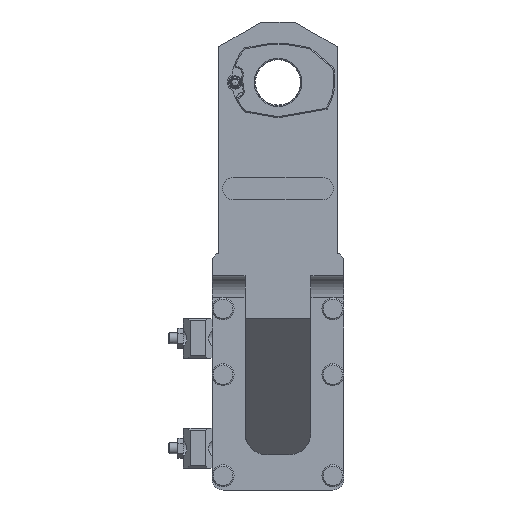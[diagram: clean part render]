
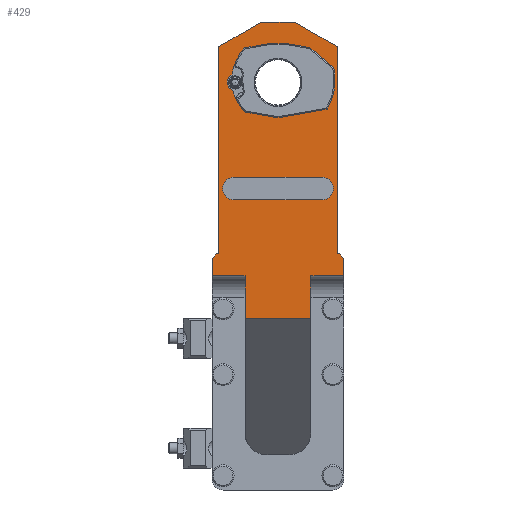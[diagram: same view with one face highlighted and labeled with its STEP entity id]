
A CAD part, left-side view. The second image highlights one B-rep face of the part: STEP entity #429.
In plain terms, the highlighted planar face has unit normal (-1, 0, 0).
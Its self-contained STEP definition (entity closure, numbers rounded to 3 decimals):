
#151=FACE_BOUND('',#922,.T.);
#152=FACE_BOUND('',#923,.T.);
#153=FACE_BOUND('',#924,.T.);
#280=PLANE('',#4236);
#429=ADVANCED_FACE('',(#151,#152,#153),#280,.F.);
#922=EDGE_LOOP('',(#1446,#1447,#1448,#1449,#1450,#1451,#1452,#1453,#1454,
#1455,#1456,#1457,#1458));
#923=EDGE_LOOP('',(#1459,#1460,#1461,#1462));
#924=EDGE_LOOP('',(#1463,#1464,#1465,#1466,#1467,#1468,#1469,#1470,#1471,
#1472,#1473,#1474,#1475,#1476,#1477,#1478));
#1230=CIRCLE('',#4201,21.);
#1232=CIRCLE('',#4204,21.);
#1252=CIRCLE('',#4230,21.);
#1253=CIRCLE('',#4231,26.);
#1254=CIRCLE('',#4232,21.);
#1255=CIRCLE('',#4233,3.6);
#1256=CIRCLE('',#4234,5.15);
#1257=CIRCLE('',#4235,5.15);
#1446=ORIENTED_EDGE('',*,*,#2974,.T.);
#1447=ORIENTED_EDGE('',*,*,#2975,.T.);
#1448=ORIENTED_EDGE('',*,*,#2976,.T.);
#1449=ORIENTED_EDGE('',*,*,#2977,.F.);
#1450=ORIENTED_EDGE('',*,*,#2978,.T.);
#1451=ORIENTED_EDGE('',*,*,#2979,.T.);
#1452=ORIENTED_EDGE('',*,*,#2980,.T.);
#1453=ORIENTED_EDGE('',*,*,#2981,.F.);
#1454=ORIENTED_EDGE('',*,*,#2982,.F.);
#1455=ORIENTED_EDGE('',*,*,#2983,.T.);
#1456=ORIENTED_EDGE('',*,*,#2922,.T.);
#1457=ORIENTED_EDGE('',*,*,#2984,.T.);
#1458=ORIENTED_EDGE('',*,*,#2925,.T.);
#1459=ORIENTED_EDGE('',*,*,#2985,.F.);
#1460=ORIENTED_EDGE('',*,*,#2986,.T.);
#1461=ORIENTED_EDGE('',*,*,#2987,.F.);
#1462=ORIENTED_EDGE('',*,*,#2988,.F.);
#1463=ORIENTED_EDGE('',*,*,#2989,.T.);
#1464=ORIENTED_EDGE('',*,*,#2990,.T.);
#1465=ORIENTED_EDGE('',*,*,#2991,.T.);
#1466=ORIENTED_EDGE('',*,*,#2992,.T.);
#1467=ORIENTED_EDGE('',*,*,#2993,.T.);
#1468=ORIENTED_EDGE('',*,*,#2994,.F.);
#1469=ORIENTED_EDGE('',*,*,#2995,.T.);
#1470=ORIENTED_EDGE('',*,*,#2996,.F.);
#1471=ORIENTED_EDGE('',*,*,#2997,.F.);
#1472=ORIENTED_EDGE('',*,*,#2998,.T.);
#1473=ORIENTED_EDGE('',*,*,#2999,.F.);
#1474=ORIENTED_EDGE('',*,*,#3000,.F.);
#1475=ORIENTED_EDGE('',*,*,#3001,.F.);
#1476=ORIENTED_EDGE('',*,*,#3002,.T.);
#1477=ORIENTED_EDGE('',*,*,#3003,.F.);
#1478=ORIENTED_EDGE('',*,*,#3004,.F.);
#2538=VERTEX_POINT('',#5806);
#2540=VERTEX_POINT('',#5810);
#2543=VERTEX_POINT('',#5817);
#2544=VERTEX_POINT('',#5819);
#2582=VERTEX_POINT('',#5912);
#2583=VERTEX_POINT('',#5914);
#2584=VERTEX_POINT('',#5916);
#2585=VERTEX_POINT('',#5918);
#2586=VERTEX_POINT('',#5920);
#2587=VERTEX_POINT('',#5922);
#2588=VERTEX_POINT('',#5924);
#2589=VERTEX_POINT('',#5926);
#2590=VERTEX_POINT('',#5928);
#2591=VERTEX_POINT('',#5932);
#2592=VERTEX_POINT('',#5933);
#2593=VERTEX_POINT('',#5935);
#2594=VERTEX_POINT('',#5937);
#2595=VERTEX_POINT('',#5940);
#2596=VERTEX_POINT('',#5941);
#2597=VERTEX_POINT('',#5943);
#2598=VERTEX_POINT('',#5945);
#2599=VERTEX_POINT('',#5947);
#2600=VERTEX_POINT('',#5949);
#2601=VERTEX_POINT('',#5951);
#2602=VERTEX_POINT('',#5953);
#2603=VERTEX_POINT('',#5955);
#2604=VERTEX_POINT('',#5957);
#2605=VERTEX_POINT('',#5959);
#2606=VERTEX_POINT('',#5961);
#2607=VERTEX_POINT('',#5963);
#2608=VERTEX_POINT('',#5965);
#2609=VERTEX_POINT('',#5967);
#2610=VERTEX_POINT('',#5969);
#2922=EDGE_CURVE('',#2538,#2540,#1230,.T.);
#2925=EDGE_CURVE('',#2544,#2543,#1232,.T.);
#2974=EDGE_CURVE('',#2543,#2582,#1252,.T.);
#2975=EDGE_CURVE('',#2582,#2583,#3525,.T.);
#2976=EDGE_CURVE('',#2583,#2584,#3526,.T.);
#2977=EDGE_CURVE('',#2585,#2584,#3527,.T.);
#2978=EDGE_CURVE('',#2585,#2586,#3528,.T.);
#2979=EDGE_CURVE('',#2586,#2587,#1253,.T.);
#2980=EDGE_CURVE('',#2587,#2588,#3529,.T.);
#2981=EDGE_CURVE('',#2589,#2588,#3530,.T.);
#2982=EDGE_CURVE('',#2590,#2589,#3531,.T.);
#2983=EDGE_CURVE('',#2590,#2538,#1254,.T.);
#2984=EDGE_CURVE('',#2540,#2544,#1255,.T.);
#2985=EDGE_CURVE('',#2591,#2592,#1256,.T.);
#2986=EDGE_CURVE('',#2591,#2593,#3532,.T.);
#2987=EDGE_CURVE('',#2594,#2593,#1257,.T.);
#2988=EDGE_CURVE('',#2592,#2594,#3533,.T.);
#2989=EDGE_CURVE('',#2595,#2596,#3534,.T.);
#2990=EDGE_CURVE('',#2596,#2597,#3535,.T.);
#2991=EDGE_CURVE('',#2597,#2598,#3536,.T.);
#2992=EDGE_CURVE('',#2598,#2599,#3537,.T.);
#2993=EDGE_CURVE('',#2599,#2600,#3538,.T.);
#2994=EDGE_CURVE('',#2601,#2600,#3539,.T.);
#2995=EDGE_CURVE('',#2601,#2602,#3540,.T.);
#2996=EDGE_CURVE('',#2603,#2602,#3541,.T.);
#2997=EDGE_CURVE('',#2604,#2603,#3542,.T.);
#2998=EDGE_CURVE('',#2604,#2605,#3543,.T.);
#2999=EDGE_CURVE('',#2606,#2605,#3544,.T.);
#3000=EDGE_CURVE('',#2607,#2606,#3545,.T.);
#3001=EDGE_CURVE('',#2608,#2607,#3546,.T.);
#3002=EDGE_CURVE('',#2608,#2609,#3547,.T.);
#3003=EDGE_CURVE('',#2610,#2609,#3548,.T.);
#3004=EDGE_CURVE('',#2595,#2610,#3549,.T.);
#3525=LINE('',#5913,#3878);
#3526=LINE('',#5915,#3879);
#3527=LINE('',#5917,#3880);
#3528=LINE('',#5919,#3881);
#3529=LINE('',#5923,#3882);
#3530=LINE('',#5925,#3883);
#3531=LINE('',#5927,#3884);
#3532=LINE('',#5934,#3885);
#3533=LINE('',#5938,#3886);
#3534=LINE('',#5939,#3887);
#3535=LINE('',#5942,#3888);
#3536=LINE('',#5944,#3889);
#3537=LINE('',#5946,#3890);
#3538=LINE('',#5948,#3891);
#3539=LINE('',#5950,#3892);
#3540=LINE('',#5952,#3893);
#3541=LINE('',#5954,#3894);
#3542=LINE('',#5956,#3895);
#3543=LINE('',#5958,#3896);
#3544=LINE('',#5960,#3897);
#3545=LINE('',#5962,#3898);
#3546=LINE('',#5964,#3899);
#3547=LINE('',#5966,#3900);
#3548=LINE('',#5968,#3901);
#3549=LINE('',#5970,#3902);
#3878=VECTOR('',#4712,1.);
#3879=VECTOR('',#4713,1.);
#3880=VECTOR('',#4714,1.);
#3881=VECTOR('',#4715,1.);
#3882=VECTOR('',#4718,1.);
#3883=VECTOR('',#4719,1.);
#3884=VECTOR('',#4720,1.);
#3885=VECTOR('',#4727,1.);
#3886=VECTOR('',#4730,1.);
#3887=VECTOR('',#4731,1.);
#3888=VECTOR('',#4732,1.);
#3889=VECTOR('',#4733,1.);
#3890=VECTOR('',#4734,1.);
#3891=VECTOR('',#4735,1.);
#3892=VECTOR('',#4736,1.);
#3893=VECTOR('',#4737,1.);
#3894=VECTOR('',#4738,1.);
#3895=VECTOR('',#4739,1.);
#3896=VECTOR('',#4740,1.);
#3897=VECTOR('',#4741,1.);
#3898=VECTOR('',#4742,1.);
#3899=VECTOR('',#4743,1.);
#3900=VECTOR('',#4744,1.);
#3901=VECTOR('',#4745,1.);
#3902=VECTOR('',#4746,1.);
#4201=AXIS2_PLACEMENT_3D('',#5811,#4622,#4623);
#4204=AXIS2_PLACEMENT_3D('',#5818,#4629,#4630);
#4230=AXIS2_PLACEMENT_3D('',#5911,#4710,#4711);
#4231=AXIS2_PLACEMENT_3D('',#5921,#4716,#4717);
#4232=AXIS2_PLACEMENT_3D('',#5929,#4721,#4722);
#4233=AXIS2_PLACEMENT_3D('',#5930,#4723,#4724);
#4234=AXIS2_PLACEMENT_3D('',#5931,#4725,#4726);
#4235=AXIS2_PLACEMENT_3D('',#5936,#4728,#4729);
#4236=AXIS2_PLACEMENT_3D('',#5971,#4747,#4748);
#4622=DIRECTION('',(1.,0.,0.));
#4623=DIRECTION('',(0.,0.,-1.));
#4629=DIRECTION('',(1.,0.,0.));
#4630=DIRECTION('',(0.,0.,-1.));
#4710=DIRECTION('',(1.,0.,0.));
#4711=DIRECTION('',(0.,0.,-1.));
#4712=DIRECTION('',(0.,-0.985,0.174));
#4713=DIRECTION('',(0.,-1.,0.));
#4714=DIRECTION('',(0.,0.985,0.174));
#4715=DIRECTION('',(0.,-0.766,-0.643));
#4716=DIRECTION('',(1.,0.,0.));
#4717=DIRECTION('',(0.,0.,-1.));
#4718=DIRECTION('',(0.,0.985,-0.174));
#4719=DIRECTION('',(0.,-1.,0.));
#4720=DIRECTION('',(0.,-0.985,-0.174));
#4721=DIRECTION('',(1.,0.,0.));
#4722=DIRECTION('',(0.,0.,-1.));
#4723=DIRECTION('',(1.,0.,0.));
#4724=DIRECTION('',(0.,0.,-1.));
#4725=DIRECTION('',(-1.,0.,0.));
#4726=DIRECTION('',(0.,0.,1.));
#4727=DIRECTION('',(0.,1.,0.));
#4728=DIRECTION('',(-1.,0.,0.));
#4729=DIRECTION('',(0.,0.,1.));
#4730=DIRECTION('',(0.,1.,0.));
#4731=DIRECTION('',(0.,0.,1.));
#4732=DIRECTION('',(0.,0.707,0.707));
#4733=DIRECTION('',(0.,1.,0.));
#4734=DIRECTION('',(0.,0.,1.));
#4735=DIRECTION('',(0.,0.866,0.5));
#4736=DIRECTION('',(0.,-1.,0.));
#4737=DIRECTION('',(0.,0.866,-0.5));
#4738=DIRECTION('',(0.,0.,1.));
#4739=DIRECTION('',(0.,-1.,0.));
#4740=DIRECTION('',(0.,0.707,-0.707));
#4741=DIRECTION('',(0.,0.,1.));
#4742=DIRECTION('',(0.,1.,0.));
#4743=DIRECTION('',(0.,0.,1.));
#4744=DIRECTION('',(0.,-1.,0.));
#4745=DIRECTION('',(0.,0.,-1.));
#4746=DIRECTION('',(0.,1.,0.));
#4747=DIRECTION('',(1.,0.,0.));
#4748=DIRECTION('',(0.,0.,-1.));
#5806=CARTESIAN_POINT('',(-99.,19.416,75.45));
#5810=CARTESIAN_POINT('',(-99.,20.487,78.838));
#5811=CARTESIAN_POINT('',(-99.,0.,83.45));
#5817=CARTESIAN_POINT('',(-99.,20.212,89.15));
#5818=CARTESIAN_POINT('',(-99.,0.,83.45));
#5819=CARTESIAN_POINT('',(-99.,20.887,85.622));
#5911=CARTESIAN_POINT('',(-99.,0.,83.45));
#5912=CARTESIAN_POINT('',(-99.,15.094,98.051));
#5913=CARTESIAN_POINT('',(-99.,2.952,100.192));
#5914=CARTESIAN_POINT('',(-99.,4.323,99.95));
#5915=CARTESIAN_POINT('',(-99.,0.,99.95));
#5916=CARTESIAN_POINT('',(-99.,-4.323,99.95));
#5917=CARTESIAN_POINT('',(-99.,7.563,102.046));
#5918=CARTESIAN_POINT('',(-99.,-14.529,98.15));
#5919=CARTESIAN_POINT('',(-99.,-49.136,69.111));
#5920=CARTESIAN_POINT('',(-99.,-25.393,89.034));
#5921=CARTESIAN_POINT('',(-99.,0.,83.45));
#5922=CARTESIAN_POINT('',(-99.,-22.325,70.124));
#5923=CARTESIAN_POINT('',(-99.,44.724,58.302));
#5924=CARTESIAN_POINT('',(-99.,-1.487,66.45));
#5925=CARTESIAN_POINT('',(-99.,30.,66.45));
#5926=CARTESIAN_POINT('',(-99.,1.487,66.45));
#5927=CARTESIAN_POINT('',(-99.,13.467,68.562));
#5928=CARTESIAN_POINT('',(-99.,15.094,68.849));
#5929=CARTESIAN_POINT('',(-99.,0.,83.45));
#5930=CARTESIAN_POINT('',(-99.,19.5,82.3));
#5931=CARTESIAN_POINT('',(-99.,-20.1,33.95));
#5932=CARTESIAN_POINT('',(-99.,-20.1,28.8));
#5933=CARTESIAN_POINT('',(-99.,-20.1,39.1));
#5934=CARTESIAN_POINT('',(-99.,0.,28.8));
#5935=CARTESIAN_POINT('',(-99.,20.1,28.8));
#5936=CARTESIAN_POINT('',(-99.,20.1,33.95));
#5937=CARTESIAN_POINT('',(-99.,20.1,39.1));
#5938=CARTESIAN_POINT('',(-99.,0.,39.1));
#5939=CARTESIAN_POINT('',(-99.,-30.,-25.2));
#5940=CARTESIAN_POINT('',(-99.,-30.,-5.7));
#5941=CARTESIAN_POINT('',(-99.,-30.,2.3));
#5942=CARTESIAN_POINT('',(-99.,-30.,2.3));
#5943=CARTESIAN_POINT('',(-99.,-28.,4.3));
#5944=CARTESIAN_POINT('',(-99.,-30.,4.3));
#5945=CARTESIAN_POINT('',(-99.,-27.,4.3));
#5946=CARTESIAN_POINT('',(-99.,-27.,4.3));
#5947=CARTESIAN_POINT('',(-99.,-27.,98.532));
#5948=CARTESIAN_POINT('',(-99.,-30.,96.8));
#5949=CARTESIAN_POINT('',(-99.,-7.483,109.8));
#5950=CARTESIAN_POINT('',(-99.,30.,109.8));
#5951=CARTESIAN_POINT('',(-99.,7.483,109.8));
#5952=CARTESIAN_POINT('',(-99.,7.137,110.));
#5953=CARTESIAN_POINT('',(-99.,27.,98.532));
#5954=CARTESIAN_POINT('',(-99.,27.,4.3));
#5955=CARTESIAN_POINT('',(-99.,27.,4.3));
#5956=CARTESIAN_POINT('',(-99.,30.,4.3));
#5957=CARTESIAN_POINT('',(-99.,28.,4.3));
#5958=CARTESIAN_POINT('',(-99.,28.,4.3));
#5959=CARTESIAN_POINT('',(-99.,30.,2.3));
#5960=CARTESIAN_POINT('',(-99.,30.,-25.2));
#5961=CARTESIAN_POINT('',(-99.,30.,-5.7));
#5962=CARTESIAN_POINT('',(-99.,30.,-5.7));
#5963=CARTESIAN_POINT('',(-99.,15.,-5.7));
#5964=CARTESIAN_POINT('',(-99.,15.,-25.2));
#5965=CARTESIAN_POINT('',(-99.,15.,-25.2));
#5966=CARTESIAN_POINT('',(-99.,30.,-25.2));
#5967=CARTESIAN_POINT('',(-99.,-15.,-25.2));
#5968=CARTESIAN_POINT('',(-99.,-15.,-25.2));
#5969=CARTESIAN_POINT('',(-99.,-15.,-5.7));
#5970=CARTESIAN_POINT('',(-99.,30.,-5.7));
#5971=CARTESIAN_POINT('',(-99.,30.,-25.2));
